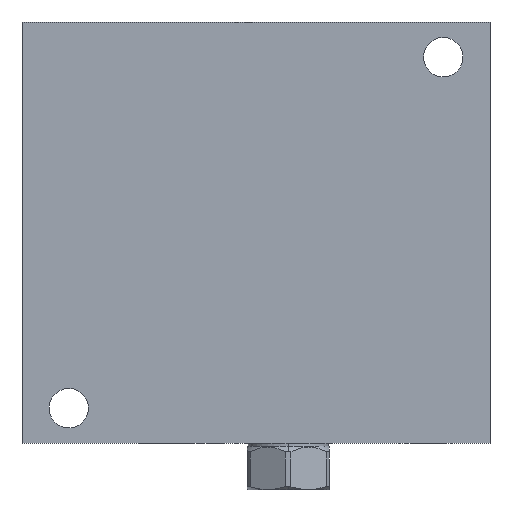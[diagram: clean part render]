
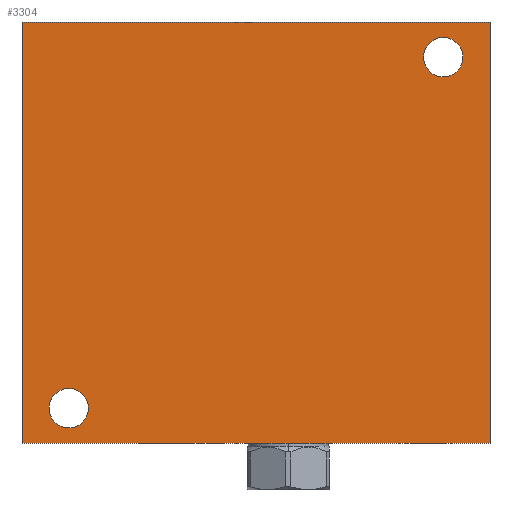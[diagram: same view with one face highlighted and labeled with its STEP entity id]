
A CAD part, left-side view. The second image highlights one B-rep face of the part: STEP entity #3304.
In plain terms, the highlighted planar face has unit normal (-1, 0, 0).
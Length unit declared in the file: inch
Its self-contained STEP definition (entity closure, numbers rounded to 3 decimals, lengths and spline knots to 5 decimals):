
#1=DIRECTION('',(0.,-1.,0.));
#2=VECTOR('',#1,5.);
#3=CARTESIAN_POINT('',(0.,0.,0.));
#4=LINE('',#3,#2);
#47=DIRECTION('',(0.,0.,1.));
#48=VECTOR('',#47,4.5);
#49=CARTESIAN_POINT('',(0.,0.,0.));
#50=LINE('',#49,#48);
#51=CARTESIAN_POINT('',(0.,-4.5,4.125));
#52=DIRECTION('',(-1.,0.,0.));
#53=DIRECTION('',(0.,1.,0.));
#54=AXIS2_PLACEMENT_3D('',#51,#52,#53);
#56=CARTESIAN_POINT('',(0.,-4.5,4.125));
#57=DIRECTION('',(-1.,0.,0.));
#58=DIRECTION('',(0.,-1.,0.));
#59=AXIS2_PLACEMENT_3D('',#56,#57,#58);
#61=CARTESIAN_POINT('',(0.,-0.5,0.375));
#62=DIRECTION('',(-1.,0.,0.));
#63=DIRECTION('',(0.,1.,0.));
#64=AXIS2_PLACEMENT_3D('',#61,#62,#63);
#66=CARTESIAN_POINT('',(0.,-0.5,0.375));
#67=DIRECTION('',(-1.,0.,0.));
#68=DIRECTION('',(0.,-1.,0.));
#69=AXIS2_PLACEMENT_3D('',#66,#67,#68);
#139=DIRECTION('',(0.,0.,1.));
#140=VECTOR('',#139,4.5);
#141=CARTESIAN_POINT('',(0.,-5.,0.));
#142=LINE('',#141,#140);
#163=DIRECTION('',(0.,-1.,0.));
#164=VECTOR('',#163,5.);
#165=CARTESIAN_POINT('',(0.,0.,4.5));
#166=LINE('',#165,#164);
#2865=CARTESIAN_POINT('',(0.,0.,0.));
#2866=CARTESIAN_POINT('',(0.,-5.,0.));
#2867=VERTEX_POINT('',#2865);
#2868=VERTEX_POINT('',#2866);
#2873=CARTESIAN_POINT('',(0.,0.,4.5));
#2874=CARTESIAN_POINT('',(0.,-5.,4.5));
#2875=VERTEX_POINT('',#2873);
#2876=VERTEX_POINT('',#2874);
#2993=CARTESIAN_POINT('',(0.,-4.289,4.125));
#2994=CARTESIAN_POINT('',(0.,-4.711,4.125));
#2995=VERTEX_POINT('',#2993);
#2996=VERTEX_POINT('',#2994);
#3001=CARTESIAN_POINT('',(0.,-0.289,0.375));
#3002=CARTESIAN_POINT('',(0.,-0.711,0.375));
#3003=VERTEX_POINT('',#3001);
#3004=VERTEX_POINT('',#3002);
#3278=CARTESIAN_POINT('',(0.,0.,0.));
#3279=DIRECTION('',(-1.,0.,0.));
#3280=DIRECTION('',(0.,-1.,0.));
#3281=AXIS2_PLACEMENT_3D('',#3278,#3279,#3280);
#3282=PLANE('',#3281);
#3283=ORIENTED_EDGE('',*,*,#3249,.F.);
#3285=ORIENTED_EDGE('',*,*,#3284,.T.);
#3287=ORIENTED_EDGE('',*,*,#3286,.T.);
#3289=ORIENTED_EDGE('',*,*,#3288,.F.);
#3290=EDGE_LOOP('',(#3283,#3285,#3287,#3289));
#3291=FACE_OUTER_BOUND('',#3290,.F.);
#3293=ORIENTED_EDGE('',*,*,#3292,.T.);
#3295=ORIENTED_EDGE('',*,*,#3294,.T.);
#3296=EDGE_LOOP('',(#3293,#3295));
#3297=FACE_BOUND('',#3296,.F.);
#3299=ORIENTED_EDGE('',*,*,#3298,.T.);
#3301=ORIENTED_EDGE('',*,*,#3300,.T.);
#3302=EDGE_LOOP('',(#3299,#3301));
#3303=FACE_BOUND('',#3302,.F.);
#3304=ADVANCED_FACE('',(#3291,#3297,#3303),#3282,.T.);
#55=CIRCLE('',#54,0.211);
#60=CIRCLE('',#59,0.211);
#65=CIRCLE('',#64,0.211);
#70=CIRCLE('',#69,0.211);
#3249=EDGE_CURVE('',#2867,#2868,#4,.T.);
#3284=EDGE_CURVE('',#2867,#2875,#50,.T.);
#3286=EDGE_CURVE('',#2875,#2876,#166,.T.);
#3288=EDGE_CURVE('',#2868,#2876,#142,.T.);
#3292=EDGE_CURVE('',#2995,#2996,#55,.T.);
#3294=EDGE_CURVE('',#2996,#2995,#60,.T.);
#3298=EDGE_CURVE('',#3003,#3004,#65,.T.);
#3300=EDGE_CURVE('',#3004,#3003,#70,.T.);
